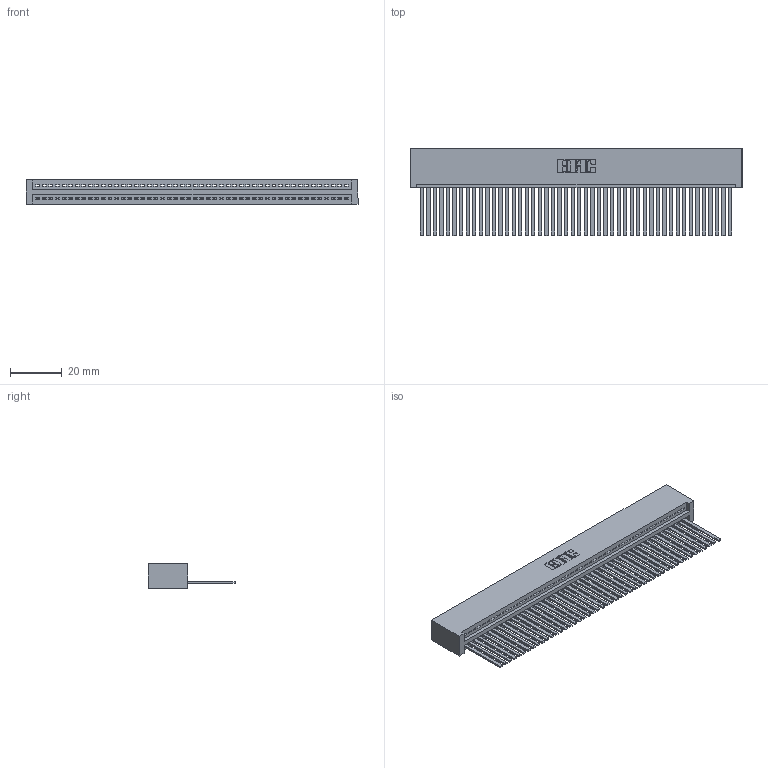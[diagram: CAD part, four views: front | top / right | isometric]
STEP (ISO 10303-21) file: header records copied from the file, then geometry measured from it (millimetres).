
FILE_DESCRIPTION (( 'STEP AP203' ), '1' );
FILE_NAME ('345-048-544-101.STEP', '2019-10-09T06:10:10', ( '' ), ( '' ), 'SwSTEP 2.0', 'SolidWorks 2016', '' );
FILE_SCHEMA (( 'CONFIG_CONTROL_DESIGN' ));
Length unit declared in the file: inch
Products named in the file (3): 345 Part_No Mounting Lugs; 345-048-544-101; 345-292-001_345-293-144
Assembly tree (49 placements, depth 2):
  345-048-544-101
    345 Part_No Mounting Lugs
    345-292-001_345-293-144  x48
Bounding box: 128.52 x 33.96 x 9.4 mm (x, y, z)
Volume: 13396.7 mm3; surface area: 19743.6 mm2
Topology: 49 solids, 49 shells, 2614 faces, 7901 edges, 5202 vertices
Faces by surface type: plane 1804, cylinder 810
Entity records: 34857 total; most frequent: CARTESIAN_POINT 6044, ORIENTED_EDGE 6026, DIRECTION 5261, EDGE_CURVE 3013, LINE 2701, VECTOR 2701, VERTEX_POINT 2006, AXIS2_PLACEMENT_3D 1280
